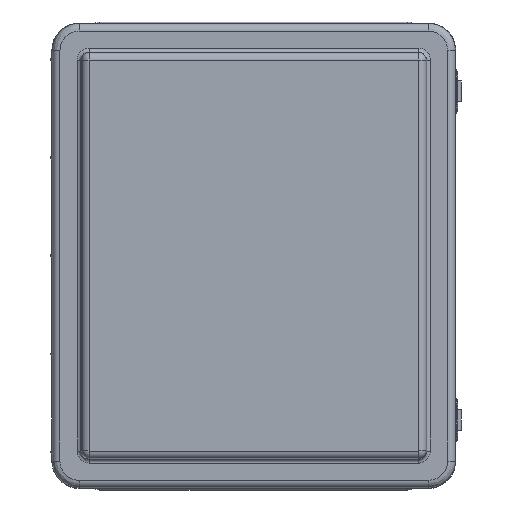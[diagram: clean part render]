
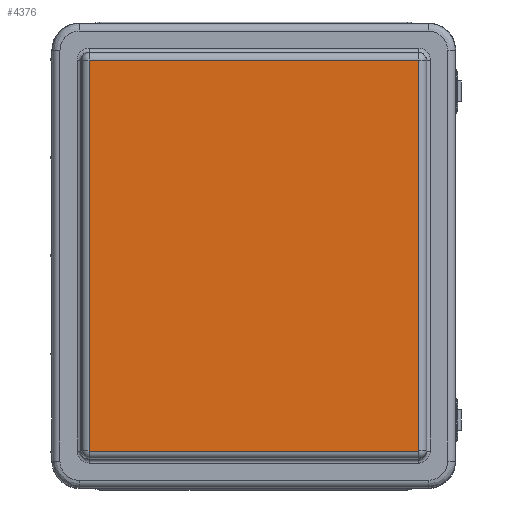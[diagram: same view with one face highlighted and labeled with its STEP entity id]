
A CAD part, top view. The second image highlights one B-rep face of the part: STEP entity #4376.
In plain terms, the highlighted planar face has unit normal (0, 0, 1).
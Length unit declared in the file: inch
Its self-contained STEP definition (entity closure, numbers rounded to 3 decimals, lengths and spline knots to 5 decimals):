
#352 = CARTESIAN_POINT ( 'NONE',  ( 5.45886, -6.47109, 1.70276 ) ) ;
#1311 = ORIENTED_EDGE ( 'NONE', *, *, #69110, .T. ) ;
#1565 = CARTESIAN_POINT ( 'NONE',  ( 5.45886, -6.46988, 1.70276 ) ) ;
#4285 = EDGE_CURVE ( 'NONE', #44986, #67711, #8213, .T. ) ;
#4376 = ADVANCED_FACE ( 'NONE', ( #21848 ), #8304, .T. ) ;
#5206 = CARTESIAN_POINT ( 'NONE',  ( -2.72046, 6.47421, 1.70276 ) ) ;
#5983 = ORIENTED_EDGE ( 'NONE', *, *, #15965, .F. ) ;
#6124 = EDGE_CURVE ( 'NONE', #57909, #67711, #36419, .T. ) ;
#6869 = CARTESIAN_POINT ( 'NONE',  ( 5.45843, 6.4721, 1.70276 ) ) ;
#7121 = AXIS2_PLACEMENT_3D ( 'NONE', #30941, #19822, #37137 ) ;
#8213 = B_SPLINE_CURVE_WITH_KNOTS ( 'NONE', 3,
 ( #40586, #47204, #46965, #51920, #70176, #65311 ),
 .UNSPECIFIED., .F., .F.,
 ( 4, 2, 4 ),
 ( 0., 0.5, 1. ),
 .UNSPECIFIED. ) ;
#8304 = PLANE ( 'NONE',  #7121 ) ;
#8445 = CARTESIAN_POINT ( 'NONE',  ( -5.44979, 6.46988, 1.70276 ) ) ;
#9283 = B_SPLINE_CURVE_WITH_KNOTS ( 'NONE', 3,
 ( #23265, #34379, #16823, #22768, #352, #1565 ),
 .UNSPECIFIED., .F., .F.,
 ( 4, 2, 4 ),
 ( 0., 0.5, 1. ),
 .UNSPECIFIED. ) ;
#9703 = CARTESIAN_POINT ( 'NONE',  ( 5.45454, 6.47421, 1.70276 ) ) ;
#14584 = ORIENTED_EDGE ( 'NONE', *, *, #37651, .F. ) ;
#14797 = VECTOR ( 'NONE', #57972, 39.37008 ) ;
#15965 = EDGE_CURVE ( 'NONE', #29205, #69193, #59946, .T. ) ;
#16823 = CARTESIAN_POINT ( 'NONE',  ( 5.45675, -6.47378, 1.70276 ) ) ;
#17392 = CARTESIAN_POINT ( 'NONE',  ( 2.72954, -6.47421, 1.70276 ) ) ;
#17394 = DIRECTION ( 'NONE',  ( 0., 1., 0. ) ) ;
#18331 = EDGE_CURVE ( 'NONE', #29205, #72270, #42052, .T. ) ;
#18357 = VERTEX_POINT ( 'NONE', #51925 ) ;
#19822 = DIRECTION ( 'NONE',  ( 0., 0., 1. ) ) ;
#21848 = FACE_OUTER_BOUND ( 'NONE', #52215, .T. ) ;
#21963 = CARTESIAN_POINT ( 'NONE',  ( -5.44546, -6.47421, 1.70276 ) ) ;
#22146 = DIRECTION ( 'NONE',  ( 1., 0., 0. ) ) ;
#22768 = CARTESIAN_POINT ( 'NONE',  ( 5.45844, -6.47211, 1.70276 ) ) ;
#23265 = CARTESIAN_POINT ( 'NONE',  ( 5.45454, -6.47421, 1.70276 ) ) ;
#24017 = VECTOR ( 'NONE', #17394, 39.37008 ) ;
#24141 = ORIENTED_EDGE ( 'NONE', *, *, #30913, .F. ) ;
#29205 = VERTEX_POINT ( 'NONE', #68169 ) ;
#30913 = EDGE_CURVE ( 'NONE', #44986, #72270, #55160, .T. ) ;
#30941 = CARTESIAN_POINT ( 'NONE',  ( 0.00454, 0., 1.70276 ) ) ;
#32256 = ORIENTED_EDGE ( 'NONE', *, *, #4285, .T. ) ;
#34379 = CARTESIAN_POINT ( 'NONE',  ( 5.45572, -6.47421, 1.70276 ) ) ;
#36419 = LINE ( 'NONE', #57149, #24017 ) ;
#37137 = DIRECTION ( 'NONE',  ( 1., 0., 0. ) ) ;
#37651 = EDGE_CURVE ( 'NONE', #56034, #18357, #71780, .T. ) ;
#39015 = CARTESIAN_POINT ( 'NONE',  ( -5.44667, -6.47421, 1.70276 ) ) ;
#40586 = CARTESIAN_POINT ( 'NONE',  ( -5.44546, 6.47421, 1.70276 ) ) ;
#40658 = CARTESIAN_POINT ( 'NONE',  ( 5.45454, -6.47421, 1.70276 ) ) ;
#40828 = CARTESIAN_POINT ( 'NONE',  ( 5.45886, 6.47107, 1.70276 ) ) ;
#41524 = CARTESIAN_POINT ( 'NONE',  ( 5.45886, 6.46989, 1.70276 ) ) ;
#42052 = B_SPLINE_CURVE_WITH_KNOTS ( 'NONE', 3,
 ( #41524, #40828, #6869, #46970, #57882, #69474 ),
 .UNSPECIFIED., .F., .F.,
 ( 4, 2, 4 ),
 ( 0., 0.5, 1. ),
 .UNSPECIFIED. ) ;
#42978 = CARTESIAN_POINT ( 'NONE',  ( -5.44979, -6.46988, 1.70276 ) ) ;
#44986 = VERTEX_POINT ( 'NONE', #71915 ) ;
#45154 = CARTESIAN_POINT ( 'NONE',  ( -5.44936, -6.4721, 1.70276 ) ) ;
#46155 = VECTOR ( 'NONE', #51930, 39.37008 ) ;
#46965 = CARTESIAN_POINT ( 'NONE',  ( -5.44768, 6.47378, 1.70276 ) ) ;
#46970 = CARTESIAN_POINT ( 'NONE',  ( 5.45676, 6.47379, 1.70276 ) ) ;
#47204 = CARTESIAN_POINT ( 'NONE',  ( -5.44665, 6.47421, 1.70276 ) ) ;
#49141 = ORIENTED_EDGE ( 'NONE', *, *, #18331, .T. ) ;
#51076 = CARTESIAN_POINT ( 'NONE',  ( -5.44979, -6.46988, 1.70276 ) ) ;
#51920 = CARTESIAN_POINT ( 'NONE',  ( -5.44937, 6.47211, 1.70276 ) ) ;
#51925 = CARTESIAN_POINT ( 'NONE',  ( -5.44546, -6.47421, 1.70276 ) ) ;
#51930 = DIRECTION ( 'NONE',  ( -1., 0., 0. ) ) ;
#52014 = CARTESIAN_POINT ( 'NONE',  ( 5.45886, 3.23494, 1.70276 ) ) ;
#52215 = EDGE_LOOP ( 'NONE', ( #1311, #14584, #70354, #5983, #49141, #24141, #32256, #70716 ) ) ;
#55160 = LINE ( 'NONE', #5206, #65949 ) ;
#56034 = VERTEX_POINT ( 'NONE', #40658 ) ;
#57149 = CARTESIAN_POINT ( 'NONE',  ( -5.44979, -3.23494, 1.70276 ) ) ;
#57882 = CARTESIAN_POINT ( 'NONE',  ( 5.45574, 6.47421, 1.70276 ) ) ;
#57909 = VERTEX_POINT ( 'NONE', #42978 ) ;
#57972 = DIRECTION ( 'NONE',  ( 0., -1., 0. ) ) ;
#59946 = LINE ( 'NONE', #52014, #14797 ) ;
#61494 = CARTESIAN_POINT ( 'NONE',  ( 5.45886, -6.46988, 1.70276 ) ) ;
#62498 = CARTESIAN_POINT ( 'NONE',  ( -5.44979, -6.47107, 1.70276 ) ) ;
#64847 = EDGE_CURVE ( 'NONE', #56034, #69193, #9283, .T. ) ;
#65311 = CARTESIAN_POINT ( 'NONE',  ( -5.44979, 6.46988, 1.70276 ) ) ;
#65949 = VECTOR ( 'NONE', #22146, 39.37008 ) ;
#67666 = B_SPLINE_CURVE_WITH_KNOTS ( 'NONE', 3,
 ( #51076, #62498, #45154, #72824, #39015, #21963 ),
 .UNSPECIFIED., .F., .F.,
 ( 4, 2, 4 ),
 ( 0., 0.5, 1. ),
 .UNSPECIFIED. ) ;
#67711 = VERTEX_POINT ( 'NONE', #8445 ) ;
#68169 = CARTESIAN_POINT ( 'NONE',  ( 5.45886, 6.46989, 1.70276 ) ) ;
#69110 = EDGE_CURVE ( 'NONE', #57909, #18357, #67666, .T. ) ;
#69193 = VERTEX_POINT ( 'NONE', #61494 ) ;
#69474 = CARTESIAN_POINT ( 'NONE',  ( 5.45454, 6.47421, 1.70276 ) ) ;
#70176 = CARTESIAN_POINT ( 'NONE',  ( -5.44979, 6.47109, 1.70276 ) ) ;
#70354 = ORIENTED_EDGE ( 'NONE', *, *, #64847, .T. ) ;
#70716 = ORIENTED_EDGE ( 'NONE', *, *, #6124, .F. ) ;
#71780 = LINE ( 'NONE', #17392, #46155 ) ;
#71915 = CARTESIAN_POINT ( 'NONE',  ( -5.44546, 6.47421, 1.70276 ) ) ;
#72270 = VERTEX_POINT ( 'NONE', #9703 ) ;
#72824 = CARTESIAN_POINT ( 'NONE',  ( -5.44769, -6.47379, 1.70276 ) ) ;
